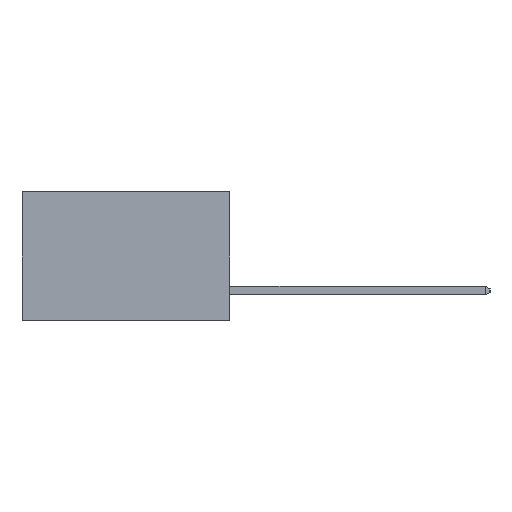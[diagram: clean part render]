
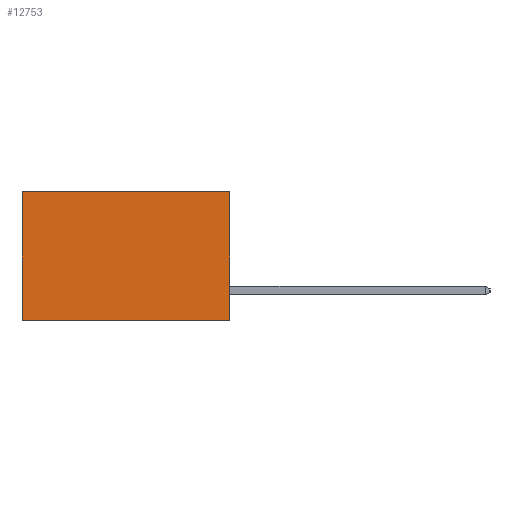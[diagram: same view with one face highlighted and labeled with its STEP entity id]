
A CAD part, left-side view. The second image highlights one B-rep face of the part: STEP entity #12753.
In plain terms, the highlighted planar face has unit normal (-1, 0, 0).
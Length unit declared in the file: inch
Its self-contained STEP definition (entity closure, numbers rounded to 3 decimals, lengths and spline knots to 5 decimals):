
#357 = CARTESIAN_POINT ( 'NONE',  ( 0.2615, 0., 0. ) ) ;
#1340 = EDGE_LOOP ( 'NONE', ( #5569, #16494, #5351, #16035 ) ) ;
#1869 = VECTOR ( 'NONE', #8150, 39.37008 ) ;
#2045 = LINE ( 'NONE', #357, #14520 ) ;
#2345 = PLANE ( 'NONE',  #18948 ) ;
#3980 = CARTESIAN_POINT ( 'NONE',  ( 0.2615, 0., -0.37 ) ) ;
#4980 = LINE ( 'NONE', #11308, #12797 ) ;
#5351 = ORIENTED_EDGE ( 'NONE', *, *, #14442, .F. ) ;
#5569 = ORIENTED_EDGE ( 'NONE', *, *, #18488, .T. ) ;
#5592 = DIRECTION ( 'NONE',  ( 1., 0., 0. ) ) ;
#6430 = EDGE_CURVE ( 'NONE', #16391, #15368, #4980, .T. ) ;
#6593 = DIRECTION ( 'NONE',  ( 0., 0., -1. ) ) ;
#7233 = VERTEX_POINT ( 'NONE', #16531 ) ;
#8150 = DIRECTION ( 'NONE',  ( 0., 0., -1. ) ) ;
#8328 = CARTESIAN_POINT ( 'NONE',  ( 0.2615, 0.6, 0. ) ) ;
#9299 = LINE ( 'NONE', #15773, #17360 ) ;
#10917 = FACE_OUTER_BOUND ( 'NONE', #1340, .T. ) ;
#11308 = CARTESIAN_POINT ( 'NONE',  ( 0.2615, 0., -0.37 ) ) ;
#11353 = DIRECTION ( 'NONE',  ( 0., 1., 0. ) ) ;
#11755 = CARTESIAN_POINT ( 'NONE',  ( 0.2615, 0., -0.37 ) ) ;
#12753 = ADVANCED_FACE ( 'NONE', ( #10917 ), #2345, .F. ) ;
#12797 = VECTOR ( 'NONE', #11353, 39.37008 ) ;
#12831 = DIRECTION ( 'NONE',  ( 0., 1., 0. ) ) ;
#13879 = LINE ( 'NONE', #17275, #1869 ) ;
#14007 = CARTESIAN_POINT ( 'NONE',  ( 0.2615, 0.6, -0.37 ) ) ;
#14442 = EDGE_CURVE ( 'NONE', #7233, #16391, #13879, .T. ) ;
#14520 = VECTOR ( 'NONE', #12831, 39.37008 ) ;
#14887 = VERTEX_POINT ( 'NONE', #8328 ) ;
#15368 = VERTEX_POINT ( 'NONE', #14007 ) ;
#15773 = CARTESIAN_POINT ( 'NONE',  ( 0.2615, 0.6, -0.37 ) ) ;
#16035 = ORIENTED_EDGE ( 'NONE', *, *, #17460, .T. ) ;
#16391 = VERTEX_POINT ( 'NONE', #11755 ) ;
#16395 = DIRECTION ( 'NONE',  ( 0., 0., -1. ) ) ;
#16494 = ORIENTED_EDGE ( 'NONE', *, *, #6430, .F. ) ;
#16531 = CARTESIAN_POINT ( 'NONE',  ( 0.2615, 0., 0. ) ) ;
#17275 = CARTESIAN_POINT ( 'NONE',  ( 0.2615, 0., -0.37 ) ) ;
#17360 = VECTOR ( 'NONE', #6593, 39.37008 ) ;
#17460 = EDGE_CURVE ( 'NONE', #7233, #14887, #2045, .T. ) ;
#18488 = EDGE_CURVE ( 'NONE', #14887, #15368, #9299, .T. ) ;
#18948 = AXIS2_PLACEMENT_3D ( 'NONE', #3980, #5592, #16395 ) ;
